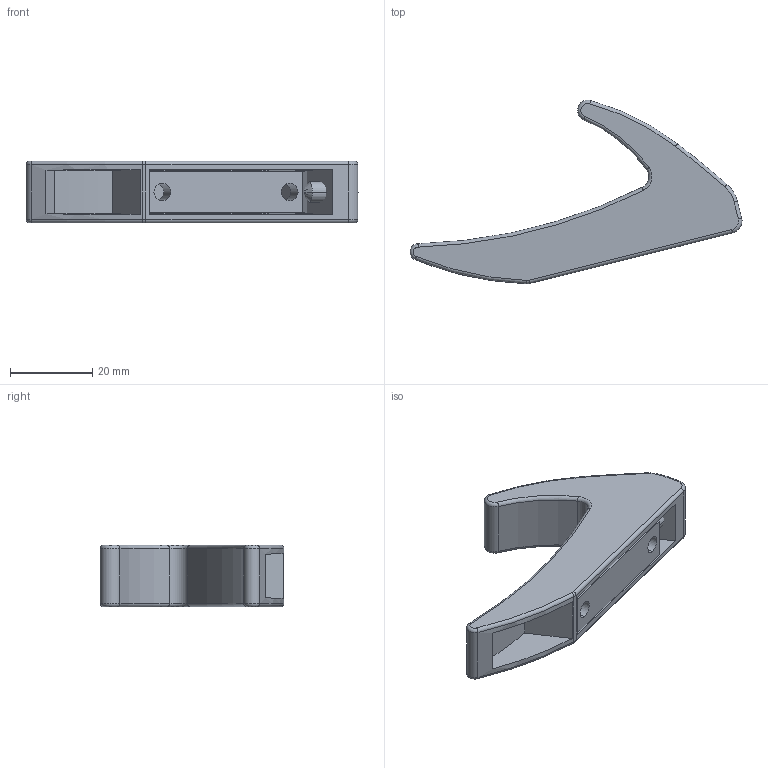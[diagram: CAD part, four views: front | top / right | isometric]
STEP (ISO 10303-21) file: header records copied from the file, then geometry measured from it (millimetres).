
FILE_DESCRIPTION(('Creo Elements/Direct Modeling STEP Export'),'2;1');
FILE_NAME('2433.stp','2024-04-19T 7:57:49',(''),(''),'Creo Elements/Direct Modeling STEP processor for AP214 (Solid Model)','Creo Elements/Direct Modeling 20.0 12-Nov-2016 (C) Parametric Technology GmbH','');
FILE_SCHEMA(('AUTOMOTIVE_DESIGN { 1 0 10303 214 1 1 1 1 }'));
Length unit declared in the file: millimetre
Products named in the file (4): Haken; D914M5X14S1; ZN-9108_Mo; ZN-10026
Assembly tree (3 placements, depth 2):
  ZN-10026
    ZN-9108_Mo
    D914M5X14S1
    Haken
Bounding box: 80.91 x 44.75 x 15 mm (x, y, z)
Volume: 12788 mm3; surface area: 10094.3 mm2
Topology: 3 solids, 3 shells, 481 faces, 1363 edges, 899 vertices
Faces by surface type: plane 411, cylinder 42, torus 22, cone 6
Entity records: 15995 total; most frequent: DIRECTION 3037, CARTESIAN_POINT 2744, ORIENTED_EDGE 2722, EDGE_CURVE 1361, AXIS2_PLACEMENT_3D 1230, VERTEX_POINT 899, ELLIPSE 586, VECTOR 577
